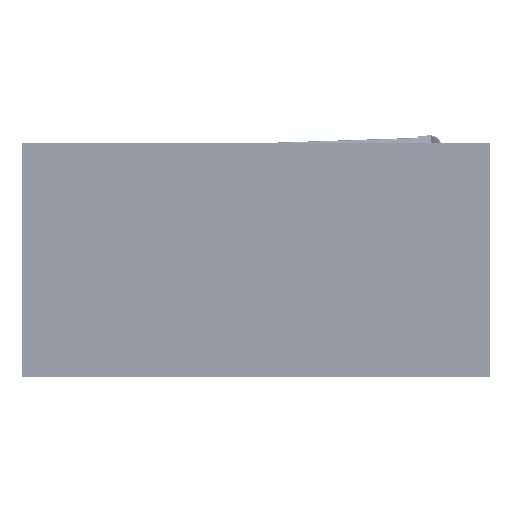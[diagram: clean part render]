
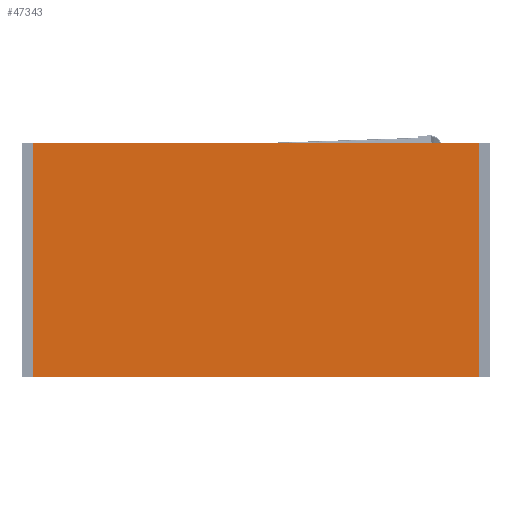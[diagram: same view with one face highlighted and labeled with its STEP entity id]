
A CAD part, front view. The second image highlights one B-rep face of the part: STEP entity #47343.
In plain terms, the highlighted planar face has unit normal (0, -1, 0).
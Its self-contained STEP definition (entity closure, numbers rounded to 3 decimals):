
#3709 = EDGE_CURVE ( 'NONE', #37371, #98559, #44280, .T. ) ;
#4430 = ORIENTED_EDGE ( 'NONE', *, *, #3709, .F. ) ;
#5161 = PLANE ( 'NONE',  #98409 ) ;
#5389 = LINE ( 'NONE', #90228, #28409 ) ;
#5740 = EDGE_CURVE ( 'NONE', #98559, #30179, #5389, .T. ) ;
#9047 = CARTESIAN_POINT ( 'NONE',  ( 382., -9., -200. ) ) ;
#9125 = CARTESIAN_POINT ( 'NONE',  ( 382., -9., 200. ) ) ;
#17189 = DIRECTION ( 'NONE',  ( 0., 0., -1. ) ) ;
#20304 = VECTOR ( 'NONE', #67252, 1000. ) ;
#20853 = VECTOR ( 'NONE', #17189, 1000. ) ;
#21818 = VERTEX_POINT ( 'NONE', #41975 ) ;
#24513 = ORIENTED_EDGE ( 'NONE', *, *, #40393, .F. ) ;
#24988 = ORIENTED_EDGE ( 'NONE', *, *, #64989, .F. ) ;
#27941 = VECTOR ( 'NONE', #77454, 1000. ) ;
#28133 = DIRECTION ( 'NONE',  ( 0., 0., 1. ) ) ;
#28409 = VECTOR ( 'NONE', #98896, 1000. ) ;
#30179 = VERTEX_POINT ( 'NONE', #9125 ) ;
#30673 = ORIENTED_EDGE ( 'NONE', *, *, #5740, .F. ) ;
#37371 = VERTEX_POINT ( 'NONE', #78467 ) ;
#37588 = LINE ( 'NONE', #99917, #20304 ) ;
#40393 = EDGE_CURVE ( 'NONE', #30179, #21818, #71442, .T. ) ;
#41975 = CARTESIAN_POINT ( 'NONE',  ( 382., -9., -200. ) ) ;
#44280 = LINE ( 'NONE', #85107, #27941 ) ;
#46037 = FACE_OUTER_BOUND ( 'NONE', #97871, .T. ) ;
#47343 = ADVANCED_FACE ( 'NONE', ( #46037 ), #5161, .F. ) ;
#57868 = CARTESIAN_POINT ( 'NONE',  ( -382., -9., 200. ) ) ;
#60864 = CARTESIAN_POINT ( 'NONE',  ( 0., -9., 0. ) ) ;
#64989 = EDGE_CURVE ( 'NONE', #21818, #37371, #37588, .T. ) ;
#67010 = DIRECTION ( 'NONE',  ( 0., 1., 0. ) ) ;
#67252 = DIRECTION ( 'NONE',  ( -1., 0., 0. ) ) ;
#71442 = LINE ( 'NONE', #9047, #20853 ) ;
#77454 = DIRECTION ( 'NONE',  ( 0., 0., 1. ) ) ;
#78467 = CARTESIAN_POINT ( 'NONE',  ( -382., -9., -200. ) ) ;
#85107 = CARTESIAN_POINT ( 'NONE',  ( -382., -9., -200. ) ) ;
#90228 = CARTESIAN_POINT ( 'NONE',  ( -382., -9., 200. ) ) ;
#97871 = EDGE_LOOP ( 'NONE', ( #24513, #30673, #4430, #24988 ) ) ;
#98409 = AXIS2_PLACEMENT_3D ( 'NONE', #60864, #67010, #28133 ) ;
#98559 = VERTEX_POINT ( 'NONE', #57868 ) ;
#98896 = DIRECTION ( 'NONE',  ( 1., 0., 0. ) ) ;
#99917 = CARTESIAN_POINT ( 'NONE',  ( -382., -9., -200. ) ) ;
